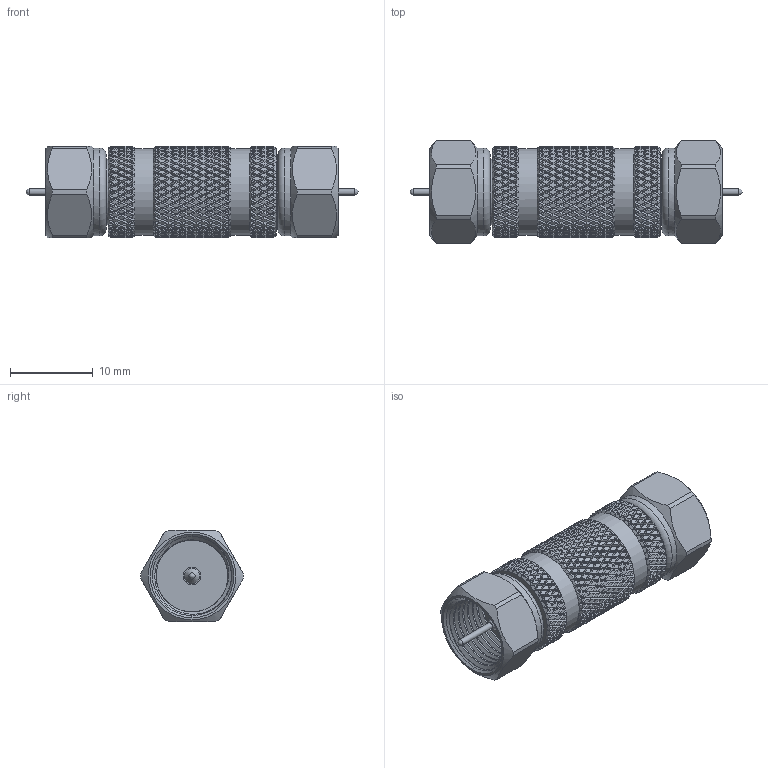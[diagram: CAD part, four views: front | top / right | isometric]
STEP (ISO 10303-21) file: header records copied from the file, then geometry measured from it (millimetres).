
FILE_DESCRIPTION (( 'STEP AP203' ), '1' );
FILE_NAME ('FMAD1066_3D.step', '2021-01-18T16:19:03', ( '' ), ( '' ), 'SwSTEP 2.0', 'SolidWorks 2018', '' );
FILE_SCHEMA (( 'CONFIG_CONTROL_DESIGN' ));
Products named in the file (1): FMAD1066_3D
Bounding box: 40 x 12.41 x 11.02 mm (x, y, z)
Volume: 2539.2 mm3; surface area: 2500 mm2
Topology: 1 solids, 3 shells, 4542 faces, 9823 edges, 5295 vertices
Faces by surface type: bspline 3538, cylinder 956, plane 28, cone 18, torus 2
Full cylindrical faces by diameter (mm): 0.748 x2, 1.295 x2, 1.538 x2, 1.895 x2, 2.112 x2, 2.159 x2, 7.865 x2, 10.455 x2, 10.556 x2
Entity records: 248603 total; most frequent: CARTESIAN_POINT 190065, ORIENTED_EDGE 19528, EDGE_CURVE 9764, VERTEX_POINT 5274, EDGE_LOOP 4588, FACE_OUTER_BOUND 4562, ADVANCED_FACE 4542, B_SPLINE_CURVE_WITH_KNOTS 4230
